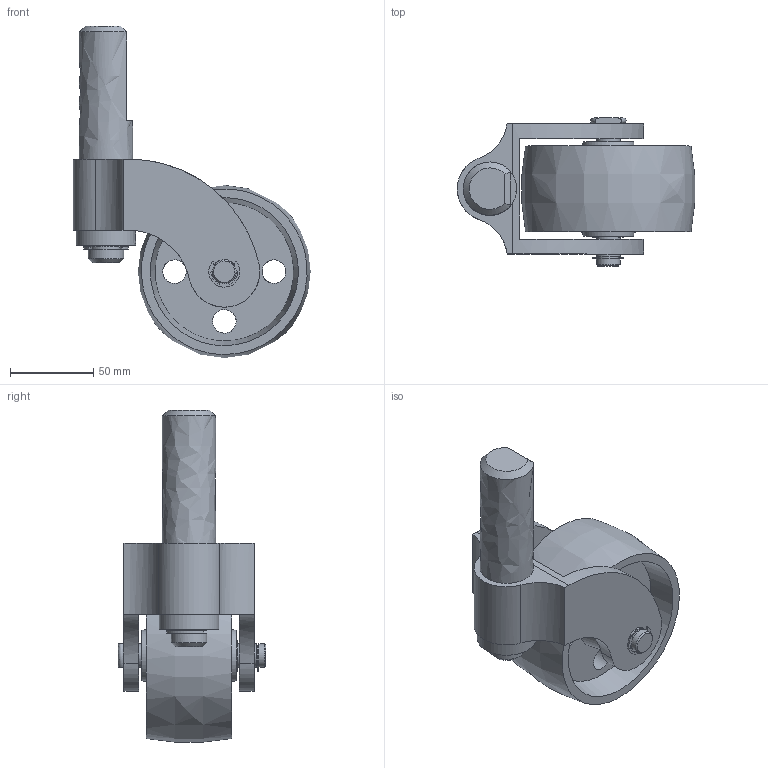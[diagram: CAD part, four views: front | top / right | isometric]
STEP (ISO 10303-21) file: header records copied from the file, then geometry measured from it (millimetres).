
FILE_DESCRIPTION(('FreeCAD Model'),'2;1');
FILE_NAME('Open CASCADE Shape Model','2025-05-07T23:19:47',('FreeCAD'),( 'FreeCAD'),'Open CASCADE STEP processor 7.6','FreeCAD','Unknown');
FILE_SCHEMA(('AUTOMOTIVE_DESIGN { 1 0 10303 214 1 1 1 1 }'));
Length unit declared in the file: millimetre
Products named in the file (1): Open CASCADE STEP translator 7.6 1
Bounding box: 142.77 x 89.03 x 199.72 mm (x, y, z)
Volume: 483102 mm3; surface area: 109198.6 mm2
Topology: 8 solids, 8 shells, 117 faces, 277 edges, 184 vertices
Faces by surface type: bspline 117
Entity records: 3942 total; most frequent: CARTESIAN_POINT 2304, ORIENTED_EDGE 554, EDGE_CURVE 277, VERTEX_POINT 184, FACE_BOUND 147, EDGE_LOOP 147, B_SPLINE_CURVE_WITH_KNOTS 132, ADVANCED_FACE 117
